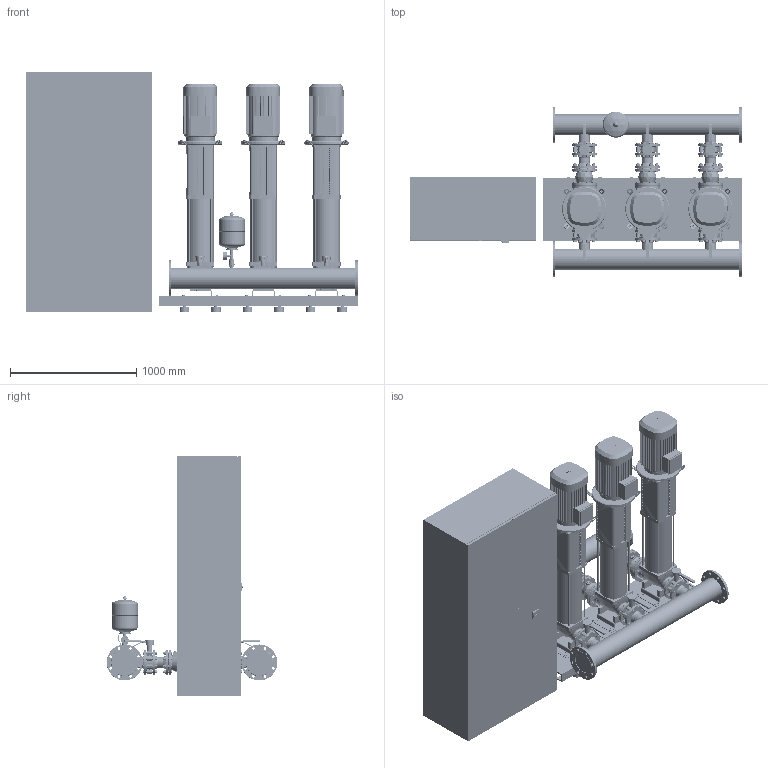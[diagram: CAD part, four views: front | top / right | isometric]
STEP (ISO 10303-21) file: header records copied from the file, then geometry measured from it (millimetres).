
FILE_DESCRIPTION((''),'2;1');
FILE_NAME('3d_COR-3HELIXV5206_2_K_CC-02-2532392.stp','2016-01-22T14:10:00',(''),(''),'Mechanical Desktop 2009','Mechanical Desktop 2009',', , ');
FILE_SCHEMA(('CONFIG_CONTROL_DESIGN'));
Length unit declared in the file: millimetre
Products named in the file (1): Product
Bounding box: 2630 x 1351 x 1900 mm (x, y, z)
Volume: 1272007985 mm3; surface area: 25737219.6 mm2
Topology: 284 solids, 284 shells, 10122 faces, 25744 edges, 16661 vertices
Faces by surface type: bspline 4447, plane 2845, cylinder 2023, torus 477, cone 280, sphere 50
Entity records: 350798 total; most frequent: CARTESIAN_POINT 112563, ORIENTED_EDGE 51392, DIRECTION 44565, EDGE_CURVE 25696, VERTEX_POINT 16660, VECTOR 15811, LINE 15811, AXIS2_PLACEMENT_3D 14377
